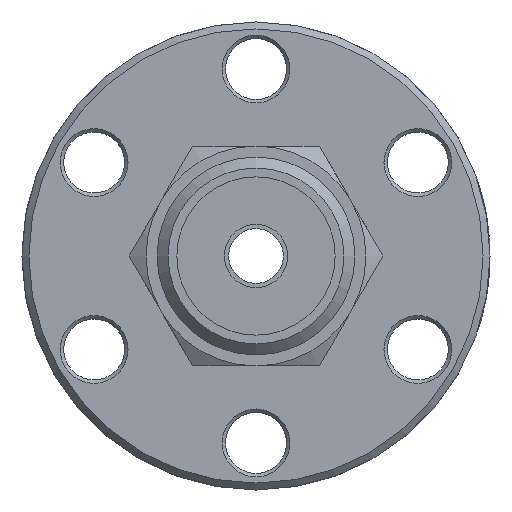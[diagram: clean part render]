
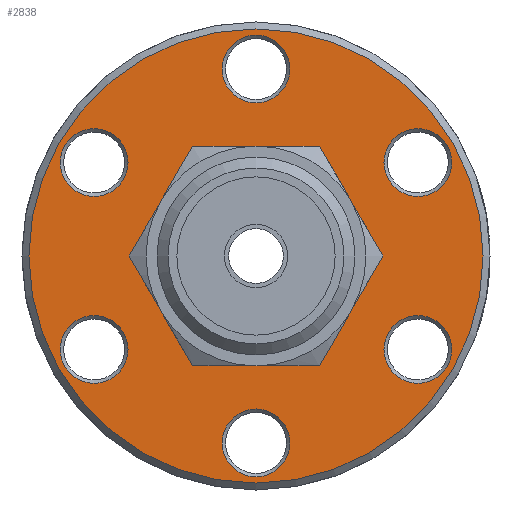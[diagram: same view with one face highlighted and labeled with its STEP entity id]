
A CAD part, front view. The second image highlights one B-rep face of the part: STEP entity #2838.
In plain terms, the highlighted planar face has unit normal (0, -1, 0).
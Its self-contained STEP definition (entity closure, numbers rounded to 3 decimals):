
#273=FACE_BOUND('',#565,.T.);
#274=FACE_BOUND('',#566,.T.);
#275=FACE_BOUND('',#567,.T.);
#276=FACE_BOUND('',#568,.T.);
#277=FACE_BOUND('',#569,.T.);
#278=FACE_BOUND('',#570,.T.);
#279=FACE_BOUND('',#571,.T.);
#304=PLANE('',#3134);
#399=FACE_OUTER_BOUND('',#564,.T.);
#564=EDGE_LOOP('',(#1943));
#565=EDGE_LOOP('',(#1944));
#566=EDGE_LOOP('',(#1945));
#567=EDGE_LOOP('',(#1946));
#568=EDGE_LOOP('',(#1947));
#569=EDGE_LOOP('',(#1948));
#570=EDGE_LOOP('',(#1949));
#571=EDGE_LOOP('',(#1950));
#1068=CIRCLE('',#3128,3.175);
#1072=CIRCLE('',#3133,16.4);
#1073=CIRCLE('',#3135,2.45);
#1074=CIRCLE('',#3136,2.45);
#1075=CIRCLE('',#3137,2.45);
#1076=CIRCLE('',#3138,2.45);
#1077=CIRCLE('',#3139,2.45);
#1078=CIRCLE('',#3140,2.45);
#1208=VERTEX_POINT('',#4183);
#1212=VERTEX_POINT('',#4193);
#1213=VERTEX_POINT('',#4197);
#1214=VERTEX_POINT('',#4199);
#1215=VERTEX_POINT('',#4201);
#1216=VERTEX_POINT('',#4203);
#1217=VERTEX_POINT('',#4205);
#1218=VERTEX_POINT('',#4207);
#1498=EDGE_CURVE('',#1208,#1208,#1068,.T.);
#1504=EDGE_CURVE('',#1212,#1212,#1072,.T.);
#1505=EDGE_CURVE('',#1213,#1213,#1073,.T.);
#1506=EDGE_CURVE('',#1214,#1214,#1074,.T.);
#1507=EDGE_CURVE('',#1215,#1215,#1075,.T.);
#1508=EDGE_CURVE('',#1216,#1216,#1076,.T.);
#1509=EDGE_CURVE('',#1217,#1217,#1077,.T.);
#1510=EDGE_CURVE('',#1218,#1218,#1078,.T.);
#1943=ORIENTED_EDGE('',*,*,#1504,.F.);
#1944=ORIENTED_EDGE('',*,*,#1498,.T.);
#1945=ORIENTED_EDGE('',*,*,#1505,.F.);
#1946=ORIENTED_EDGE('',*,*,#1506,.F.);
#1947=ORIENTED_EDGE('',*,*,#1507,.F.);
#1948=ORIENTED_EDGE('',*,*,#1508,.F.);
#1949=ORIENTED_EDGE('',*,*,#1509,.F.);
#1950=ORIENTED_EDGE('',*,*,#1510,.F.);
#2838=ADVANCED_FACE('',(#399,#273,#274,#275,#276,#277,#278,#279),#304,.T.);
#3128=AXIS2_PLACEMENT_3D('',#4184,#3431,#3432);
#3133=AXIS2_PLACEMENT_3D('',#4195,#3443,#3444);
#3134=AXIS2_PLACEMENT_3D('',#4196,#3445,#3446);
#3135=AXIS2_PLACEMENT_3D('',#4198,#3447,#3448);
#3136=AXIS2_PLACEMENT_3D('',#4200,#3449,#3450);
#3137=AXIS2_PLACEMENT_3D('',#4202,#3451,#3452);
#3138=AXIS2_PLACEMENT_3D('',#4204,#3453,#3454);
#3139=AXIS2_PLACEMENT_3D('',#4206,#3455,#3456);
#3140=AXIS2_PLACEMENT_3D('',#4208,#3457,#3458);
#3431=DIRECTION('center_axis',(0.,1.,0.));
#3432=DIRECTION('ref_axis',(-1.,0.,0.));
#3443=DIRECTION('center_axis',(0.,1.,0.));
#3444=DIRECTION('ref_axis',(1.,0.,0.));
#3445=DIRECTION('center_axis',(0.,-1.,0.));
#3446=DIRECTION('ref_axis',(0.,0.,-1.));
#3447=DIRECTION('center_axis',(0.,-1.,0.));
#3448=DIRECTION('ref_axis',(0.5,0.,0.866));
#3449=DIRECTION('center_axis',(0.,-1.,0.));
#3450=DIRECTION('ref_axis',(-1.,0.,0.));
#3451=DIRECTION('center_axis',(0.,-1.,0.));
#3452=DIRECTION('ref_axis',(0.5,0.,-0.866));
#3453=DIRECTION('center_axis',(0.,-1.,0.));
#3454=DIRECTION('ref_axis',(1.,0.,0.));
#3455=DIRECTION('center_axis',(0.,-1.,0.));
#3456=DIRECTION('ref_axis',(-0.5,0.,-0.866));
#3457=DIRECTION('center_axis',(0.,-1.,0.));
#3458=DIRECTION('ref_axis',(-0.5,0.,0.866));
#4183=CARTESIAN_POINT('',(3.175,0.,0.));
#4184=CARTESIAN_POINT('Origin',(0.,0.,0.));
#4193=CARTESIAN_POINT('',(-16.4,0.,0.));
#4195=CARTESIAN_POINT('Origin',(0.,0.,0.));
#4196=CARTESIAN_POINT('Origin',(-16.9,0.,0.));
#4197=CARTESIAN_POINT('',(10.466,0.,-8.872));
#4198=CARTESIAN_POINT('Origin',(11.691,0.,-6.75));
#4199=CARTESIAN_POINT('',(2.45,0.,13.5));
#4200=CARTESIAN_POINT('Origin',(0.,0.,
13.5));
#4201=CARTESIAN_POINT('',(-12.916,0.,-4.628));
#4202=CARTESIAN_POINT('Origin',(-11.691,0.,
-6.75));
#4203=CARTESIAN_POINT('',(-2.45,0.,-13.5));
#4204=CARTESIAN_POINT('Origin',(0.,0.,-13.5));
#4205=CARTESIAN_POINT('',(-10.466,0.,8.872));
#4206=CARTESIAN_POINT('Origin',(-11.691,0.,
6.75));
#4207=CARTESIAN_POINT('',(12.916,0.,4.628));
#4208=CARTESIAN_POINT('Origin',(11.691,0.,6.75));
